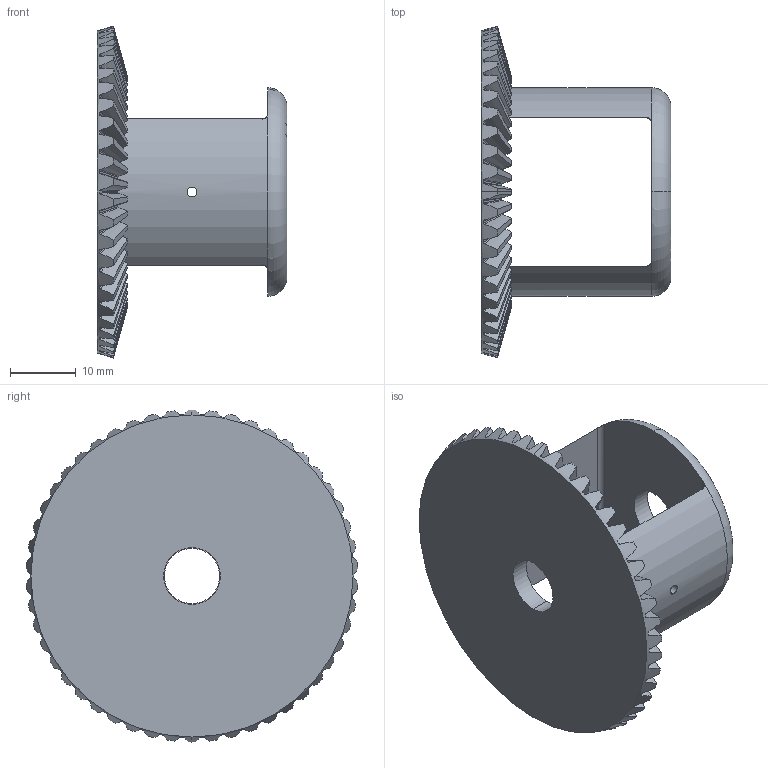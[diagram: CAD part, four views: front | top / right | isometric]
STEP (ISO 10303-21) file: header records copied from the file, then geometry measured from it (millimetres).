
FILE_DESCRIPTION (( 'STEP AP214' ), '1' );
FILE_NAME ('diff ring gear.STEP', '2024-08-30T07:28:46', ( '' ), ( '' ), 'SwSTEP 2.0', 'SolidWorks 2023', '' );
FILE_SCHEMA (( 'AUTOMOTIVE_DESIGN' ));
Length unit declared in the file: millimetre
Products named in the file (1): diff ring gear
Bounding box: 28.78 x 50.29 x 50.33 mm (x, y, z)
Volume: 10409.2 mm3; surface area: 8797.7 mm2
Topology: 1 solids, 1 shells, 329 faces, 973 edges, 646 vertices
Faces by surface type: bspline 250, cone 55, cylinder 16, plane 6, torus 2
Entity records: 16174 total; most frequent: CARTESIAN_POINT 9427, ORIENTED_EDGE 1946, EDGE_CURVE 973, DIRECTION 655, VERTEX_POINT 646, B_SPLINE_CURVE_WITH_KNOTS 612, EDGE_LOOP 339, FACE_OUTER_BOUND 329
